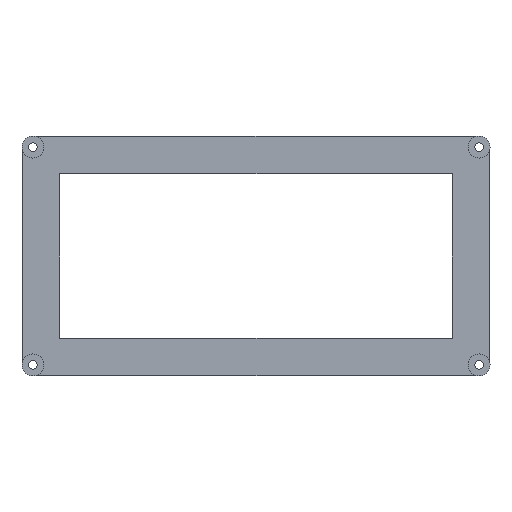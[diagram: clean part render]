
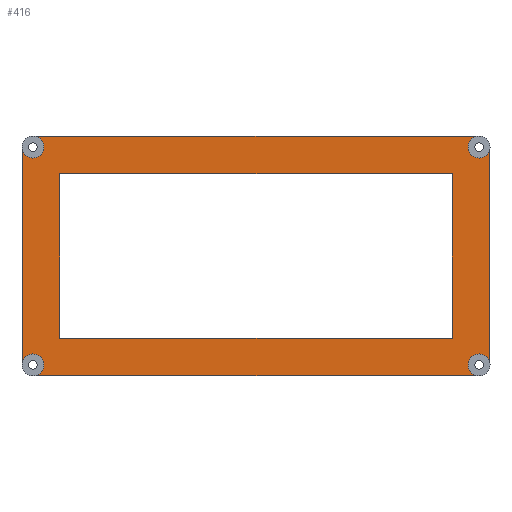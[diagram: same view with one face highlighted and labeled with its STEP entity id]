
A CAD part, front view. The second image highlights one B-rep face of the part: STEP entity #416.
In plain terms, the highlighted planar face has unit normal (0, -1, 0).
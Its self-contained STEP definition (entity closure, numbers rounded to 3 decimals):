
#28=FACE_BOUND('',#70,.T.);
#42=FACE_OUTER_BOUND('',#69,.T.);
#69=EDGE_LOOP('',(#325,#326,#327,#328,#329,#330,#331,#332,#333,#334));
#70=EDGE_LOOP('',(#335,#336,#337,#338));
#95=LINE('',#650,#131);
#98=LINE('',#655,#134);
#100=LINE('',#659,#136);
#102=LINE('',#662,#138);
#103=LINE('',#666,#139);
#106=LINE('',#672,#142);
#109=LINE('',#678,#145);
#112=LINE('',#684,#148);
#131=VECTOR('',#517,10.);
#134=VECTOR('',#522,10.);
#136=VECTOR('',#526,10.);
#138=VECTOR('',#530,10.);
#139=VECTOR('',#533,10.);
#142=VECTOR('',#538,10.);
#145=VECTOR('',#543,10.);
#148=VECTOR('',#548,10.);
#167=CIRCLE('',#461,3.5);
#168=CIRCLE('',#462,3.5);
#169=CIRCLE('',#463,3.5);
#170=CIRCLE('',#464,3.5);
#171=CIRCLE('',#465,3.5);
#172=CIRCLE('',#466,3.5);
#197=VERTEX_POINT('',#648);
#198=VERTEX_POINT('',#649);
#199=VERTEX_POINT('',#654);
#200=VERTEX_POINT('',#658);
#201=VERTEX_POINT('',#664);
#202=VERTEX_POINT('',#665);
#203=VERTEX_POINT('',#670);
#204=VERTEX_POINT('',#671);
#205=VERTEX_POINT('',#676);
#206=VERTEX_POINT('',#677);
#207=VERTEX_POINT('',#682);
#208=VERTEX_POINT('',#683);
#209=VERTEX_POINT('',#689);
#210=VERTEX_POINT('',#692);
#235=EDGE_CURVE('',#197,#198,#95,.T.);
#238=EDGE_CURVE('',#199,#197,#98,.T.);
#240=EDGE_CURVE('',#200,#199,#100,.T.);
#242=EDGE_CURVE('',#198,#200,#102,.T.);
#243=EDGE_CURVE('',#201,#202,#103,.T.);
#246=EDGE_CURVE('',#203,#204,#106,.T.);
#249=EDGE_CURVE('',#205,#206,#109,.T.);
#252=EDGE_CURVE('',#207,#208,#112,.T.);
#255=EDGE_CURVE('',#202,#203,#167,.T.);
#256=EDGE_CURVE('',#204,#209,#168,.T.);
#257=EDGE_CURVE('',#209,#205,#169,.T.);
#258=EDGE_CURVE('',#206,#210,#170,.T.);
#259=EDGE_CURVE('',#210,#207,#171,.T.);
#260=EDGE_CURVE('',#208,#201,#172,.T.);
#325=ORIENTED_EDGE('',*,*,#255,.T.);
#326=ORIENTED_EDGE('',*,*,#246,.T.);
#327=ORIENTED_EDGE('',*,*,#256,.T.);
#328=ORIENTED_EDGE('',*,*,#257,.T.);
#329=ORIENTED_EDGE('',*,*,#249,.T.);
#330=ORIENTED_EDGE('',*,*,#258,.T.);
#331=ORIENTED_EDGE('',*,*,#259,.T.);
#332=ORIENTED_EDGE('',*,*,#252,.T.);
#333=ORIENTED_EDGE('',*,*,#260,.T.);
#334=ORIENTED_EDGE('',*,*,#243,.T.);
#335=ORIENTED_EDGE('',*,*,#242,.F.);
#336=ORIENTED_EDGE('',*,*,#235,.F.);
#337=ORIENTED_EDGE('',*,*,#238,.F.);
#338=ORIENTED_EDGE('',*,*,#240,.F.);
#402=PLANE('',#460);
#416=ADVANCED_FACE('',(#42,#28),#402,.F.);
#460=AXIS2_PLACEMENT_3D('',#687,#551,#552);
#461=AXIS2_PLACEMENT_3D('',#688,#553,#554);
#462=AXIS2_PLACEMENT_3D('',#690,#555,#556);
#463=AXIS2_PLACEMENT_3D('',#691,#557,#558);
#464=AXIS2_PLACEMENT_3D('',#693,#559,#560);
#465=AXIS2_PLACEMENT_3D('',#694,#561,#562);
#466=AXIS2_PLACEMENT_3D('',#695,#563,#564);
#517=DIRECTION('',(0.,0.,-1.));
#522=DIRECTION('',(-1.,0.,0.));
#526=DIRECTION('',(0.,0.,1.));
#530=DIRECTION('',(1.,0.,0.));
#533=DIRECTION('',(0.,0.,1.));
#538=DIRECTION('',(-1.,0.,0.));
#543=DIRECTION('',(0.,0.,-1.));
#548=DIRECTION('',(1.,0.,0.));
#551=DIRECTION('center_axis',(0.,1.,0.));
#552=DIRECTION('ref_axis',(-1.,0.,0.));
#553=DIRECTION('center_axis',(0.,1.,0.));
#554=DIRECTION('ref_axis',(-1.,0.,0.));
#555=DIRECTION('center_axis',(0.,1.,0.));
#556=DIRECTION('ref_axis',(-1.,0.,0.));
#557=DIRECTION('center_axis',(0.,1.,0.));
#558=DIRECTION('ref_axis',(-1.,0.,0.));
#559=DIRECTION('center_axis',(0.,1.,0.));
#560=DIRECTION('ref_axis',(-1.,0.,0.));
#561=DIRECTION('center_axis',(0.,1.,0.));
#562=DIRECTION('ref_axis',(-1.,0.,0.));
#563=DIRECTION('center_axis',(0.,1.,0.));
#564=DIRECTION('ref_axis',(-1.,0.,0.));
#648=CARTESIAN_POINT('',(24.209,4.671,81.345));
#649=CARTESIAN_POINT('',(24.209,4.671,28.875));
#650=CARTESIAN_POINT('',(24.209,4.671,81.345));
#654=CARTESIAN_POINT('',(149.483,4.671,81.345));
#655=CARTESIAN_POINT('',(149.483,4.671,81.345));
#658=CARTESIAN_POINT('',(149.483,4.671,28.875));
#659=CARTESIAN_POINT('',(149.483,4.671,28.875));
#662=CARTESIAN_POINT('',(24.209,4.671,28.875));
#664=CARTESIAN_POINT('',(161.483,4.671,20.374));
#665=CARTESIAN_POINT('',(161.483,4.671,89.845));
#666=CARTESIAN_POINT('',(161.483,4.671,20.374));
#670=CARTESIAN_POINT('',(157.983,4.671,93.345));
#671=CARTESIAN_POINT('',(15.709,4.671,93.345));
#672=CARTESIAN_POINT('',(157.983,4.671,93.345));
#676=CARTESIAN_POINT('',(12.209,4.671,89.845));
#677=CARTESIAN_POINT('',(12.209,4.671,20.375));
#678=CARTESIAN_POINT('',(12.209,4.671,89.845));
#682=CARTESIAN_POINT('',(15.709,4.671,16.875));
#683=CARTESIAN_POINT('',(157.983,4.671,16.874));
#684=CARTESIAN_POINT('',(15.709,4.671,16.875));
#687=CARTESIAN_POINT('Origin',(86.846,4.671,55.11));
#688=CARTESIAN_POINT('Origin',(157.983,4.671,89.845));
#689=CARTESIAN_POINT('',(19.209,4.671,89.845));
#690=CARTESIAN_POINT('Origin',(15.709,4.671,89.845));
#691=CARTESIAN_POINT('Origin',(15.709,4.671,89.845));
#692=CARTESIAN_POINT('',(19.209,4.671,20.375));
#693=CARTESIAN_POINT('Origin',(15.709,4.671,20.375));
#694=CARTESIAN_POINT('Origin',(15.709,4.671,20.375));
#695=CARTESIAN_POINT('Origin',(157.983,4.671,20.374));
